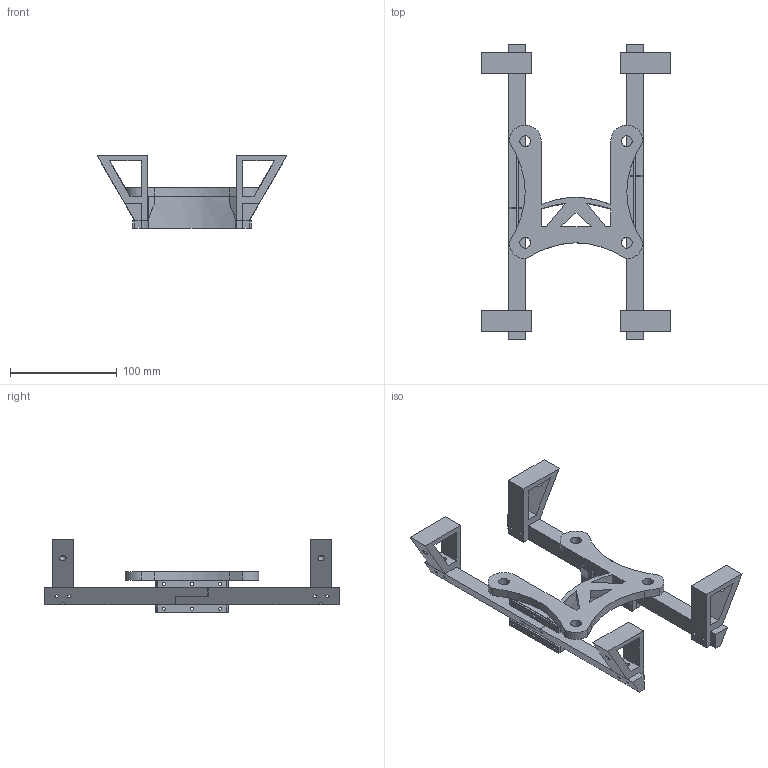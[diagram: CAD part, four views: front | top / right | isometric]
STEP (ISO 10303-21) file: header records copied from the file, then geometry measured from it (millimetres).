
FILE_DESCRIPTION(/* description */ (''),/* implementation_level */ '2;1');
FILE_NAME(/* name */ 'StarfishMount.step',/* time_stamp */ '2024-09-11T17:09:07-04:00',/* author */ (''),/* organization */ (''),/* preprocessor_version */ 'ST-DEVELOPER v20',/* originating_system */ 'Autodesk Translation Framework v13.14.0.145',/* authorisation */ '');
FILE_SCHEMA (('AUTOMOTIVE_DESIGN { 1 0 10303 214 3 1 1 }'));
Length unit declared in the file: millimetre
Products named in the file (1): starfish
Bounding box: 177.41 x 275 x 68 mm (x, y, z)
Volume: 285534.8 mm3; surface area: 113971.3 mm2
Topology: 13 solids, 13 shells, 263 faces, 728 edges, 485 vertices
Faces by surface type: plane 156, cylinder 76, bspline 31
Full cylindrical faces by diameter (mm): 3 x52, 4 x8, 6 x4, 10 x4
Entity records: 9678 total; most frequent: CARTESIAN_POINT 2839, ORIENTED_EDGE 1456, DIRECTION 1253, EDGE_CURVE 728, VERTEX_POINT 485, LINE 467, VECTOR 467, EDGE_LOOP 407
